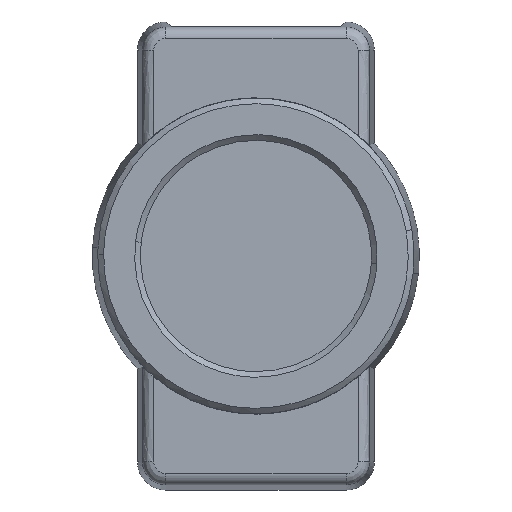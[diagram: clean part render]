
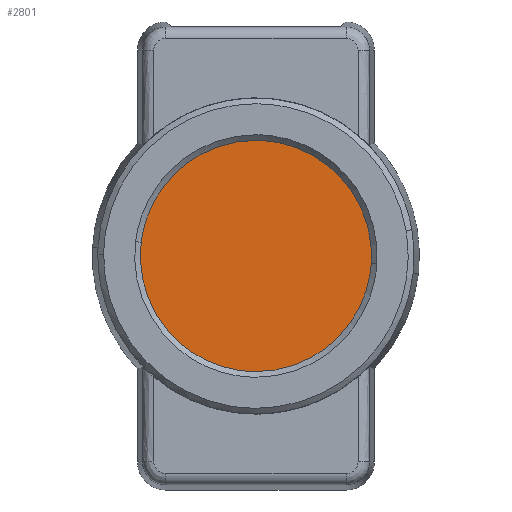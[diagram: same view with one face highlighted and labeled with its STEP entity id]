
A CAD part, front view. The second image highlights one B-rep face of the part: STEP entity #2801.
In plain terms, the highlighted free-form (B-spline) face has degree [1, 1] with [2, 2] control points.
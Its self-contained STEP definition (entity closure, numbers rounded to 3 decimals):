
#282=CARTESIAN_POINT('',(11.5,-10.178,1.21));
#283=VERTEX_POINT('',#282);
#284=CARTESIAN_POINT('',(11.5,0.0,-10.25));
#285=VERTEX_POINT('',#284);
#286=CARTESIAN_POINT('',(11.5,-10.178,1.21));
#287=CARTESIAN_POINT('',(11.5,-10.25,0.607));
#288=CARTESIAN_POINT('',(11.5,-10.25,0.0));
#289=CARTESIAN_POINT('',(11.5,-10.25,-10.25));
#290=CARTESIAN_POINT('',(11.5,0.0,-10.25));
#298=(BOUNDED_CURVE()B_SPLINE_CURVE(2,(#286,#287,#288,#289,#290),.UNSPECIFIED.,.F.,.U.)B_SPLINE_CURVE_WITH_KNOTS((3,2,3),(0.23,0.25,0.5),.UNSPECIFIED.)CURVE()GEOMETRIC_REPRESENTATION_ITEM()RATIONAL_B_SPLINE_CURVE((0.956,0.976,1.0,0.707,1.0))REPRESENTATION_ITEM(''));
#299=EDGE_CURVE('',#283,#285,#298,.T.);
#340=CARTESIAN_POINT('',(11.5,10.231,-0.626));
#341=VERTEX_POINT('',#340);
#347=CARTESIAN_POINT('',(11.5,0.0,-10.25));
#348=CARTESIAN_POINT('',(11.5,9.642,-10.25));
#349=CARTESIAN_POINT('',(11.5,10.231,-0.626));
#357=(BOUNDED_CURVE()B_SPLINE_CURVE(2,(#347,#348,#349),.UNSPECIFIED.,.F.,.U.)B_SPLINE_CURVE_WITH_KNOTS((3,3),(0.5,0.739),.UNSPECIFIED.)CURVE()GEOMETRIC_REPRESENTATION_ITEM()RATIONAL_B_SPLINE_CURVE((1.0,0.72,0.976))REPRESENTATION_ITEM(''));
#358=EDGE_CURVE('',#285,#341,#357,.T.);
#381=CARTESIAN_POINT('',(11.5,0.0,10.25));
#382=VERTEX_POINT('',#381);
#383=CARTESIAN_POINT('',(11.5,0.0,10.25));
#384=CARTESIAN_POINT('',(11.5,-9.104,10.25));
#385=CARTESIAN_POINT('',(11.5,-10.178,1.21));
#393=(BOUNDED_CURVE()B_SPLINE_CURVE(2,(#383,#384,#385),.UNSPECIFIED.,.F.,.U.)B_SPLINE_CURVE_WITH_KNOTS((3,3),(0.0,0.23),.UNSPECIFIED.)CURVE()GEOMETRIC_REPRESENTATION_ITEM()RATIONAL_B_SPLINE_CURVE((1.0,0.731,0.956))REPRESENTATION_ITEM(''));
#394=EDGE_CURVE('',#382,#283,#393,.T.);
#396=CARTESIAN_POINT('',(11.5,10.231,-0.626));
#397=CARTESIAN_POINT('',(11.5,10.25,-0.313));
#398=CARTESIAN_POINT('',(11.5,10.25,0.0));
#399=CARTESIAN_POINT('',(11.5,10.25,10.25));
#400=CARTESIAN_POINT('',(11.5,0.0,10.25));
#408=(BOUNDED_CURVE()B_SPLINE_CURVE(2,(#396,#397,#398,#399,#400),.UNSPECIFIED.,.F.,.U.)B_SPLINE_CURVE_WITH_KNOTS((3,2,3),(0.739,0.75,1.0),.UNSPECIFIED.)CURVE()GEOMETRIC_REPRESENTATION_ITEM()RATIONAL_B_SPLINE_CURVE((0.976,0.988,1.0,0.707,1.0))REPRESENTATION_ITEM(''));
#409=EDGE_CURVE('',#341,#382,#408,.T.);
#2790=CARTESIAN_POINT('',(11.5,-11.274,11.274));
#2791=CARTESIAN_POINT('',(11.5,11.274,11.274));
#2792=CARTESIAN_POINT('',(11.5,-11.274,-11.274));
#2793=CARTESIAN_POINT('',(11.5,11.274,-11.274));
#2794=B_SPLINE_SURFACE_WITH_KNOTS('',1,1,((#2790,#2792),(#2791,#2793)),.UNSPECIFIED.,.F.,.F.,.U.,(2,2),(2,2),(0.0,22.548),(0.0,22.548),.UNSPECIFIED.);
#2795=ORIENTED_EDGE('',*,*,#394,.T.);
#2796=ORIENTED_EDGE('',*,*,#299,.T.);
#2797=ORIENTED_EDGE('',*,*,#358,.T.);
#2798=ORIENTED_EDGE('',*,*,#409,.T.);
#2799=EDGE_LOOP('',(#2795,#2796,#2797,#2798));
#2800=FACE_OUTER_BOUND('',#2799,.T.);
#2801=ADVANCED_FACE('',(#2800),#2794,.F.);
